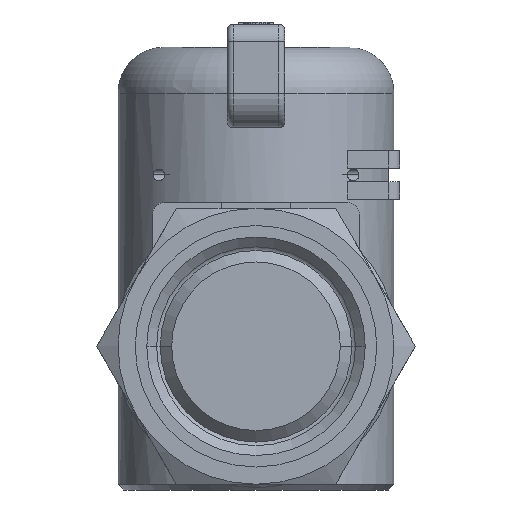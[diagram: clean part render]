
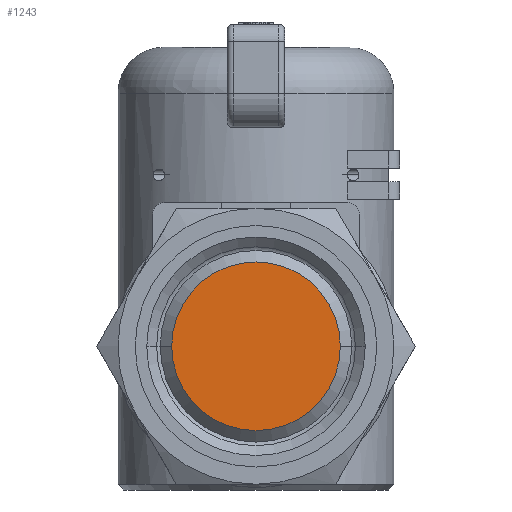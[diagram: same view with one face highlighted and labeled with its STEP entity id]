
A CAD part, front view. The second image highlights one B-rep face of the part: STEP entity #1243.
In plain terms, the highlighted face is planar.
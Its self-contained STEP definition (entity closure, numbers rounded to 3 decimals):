
#225=CARTESIAN_POINT('',(19.006,5.73,31.0));
#226=VERTEX_POINT('',#225);
#234=CARTESIAN_POINT('',(33.668,5.73,31.0));
#235=VERTEX_POINT('',#234);
#242=CARTESIAN_POINT('',(26.337,5.73,31.0));
#243=DIRECTION('',(0.0,0.0,-1.0));
#244=DIRECTION('',(-1.0,0.0,0.0));
#245=AXIS2_PLACEMENT_3D('',#242,#243,#244);
#246=CIRCLE('',#245,7.331);
#247=EDGE_CURVE('',#235,#226,#246,.T.);
#1204=CARTESIAN_POINT('',(26.337,5.73,31.0));
#1205=DIRECTION('',(0.0,0.0,-1.0));
#1206=DIRECTION('',(-1.0,0.0,0.0));
#1207=AXIS2_PLACEMENT_3D('',#1204,#1205,#1206);
#1208=CIRCLE('',#1207,7.331);
#1209=EDGE_CURVE('',#226,#235,#1208,.T.);
#1234=CARTESIAN_POINT('',(26.337,5.73,31.0));
#1235=DIRECTION('',(0.0,0.0,1.0));
#1236=DIRECTION('',(1.0,0.0,0.0));
#1237=AXIS2_PLACEMENT_3D('',#1234,#1235,#1236);
#1238=PLANE('',#1237);
#1239=ORIENTED_EDGE('',*,*,#247,.F.);
#1240=ORIENTED_EDGE('',*,*,#1209,.F.);
#1241=EDGE_LOOP('',(#1239,#1240));
#1242=FACE_OUTER_BOUND('',#1241,.T.);
#1243=ADVANCED_FACE('',(#1242),#1238,.T.);
